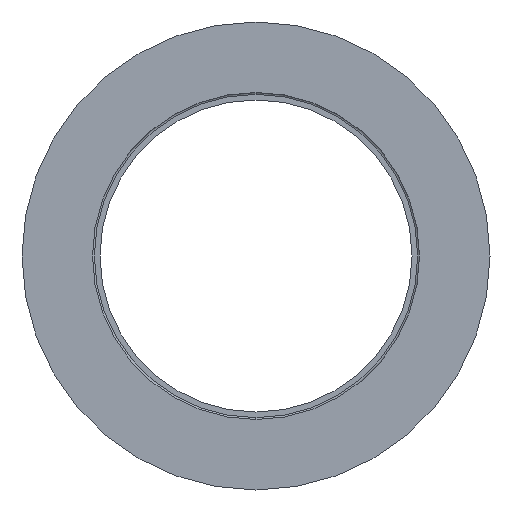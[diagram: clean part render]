
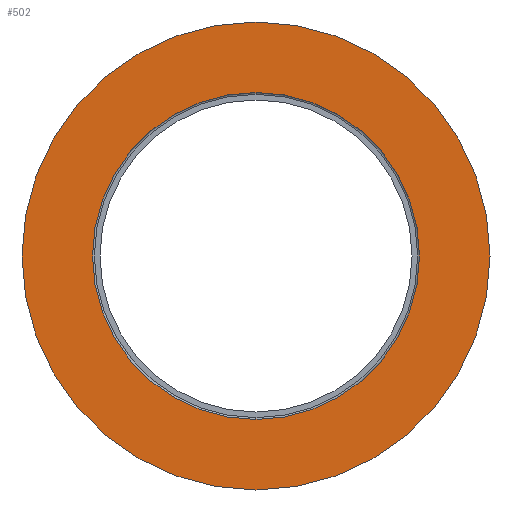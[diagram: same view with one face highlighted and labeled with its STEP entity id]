
A CAD part, left-side view. The second image highlights one B-rep face of the part: STEP entity #502.
In plain terms, the highlighted planar face has unit normal (-1, 0, 0).
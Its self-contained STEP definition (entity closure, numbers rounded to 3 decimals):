
#13 = EDGE_CURVE ( 'NONE', #465, #274, #444, .T. ) ;
#18 = CIRCLE ( 'NONE', #316, 37.5 ) ;
#50 = FACE_OUTER_BOUND ( 'NONE', #77, .T. ) ;
#77 = EDGE_LOOP ( 'NONE', ( #482, #171 ) ) ;
#87 = EDGE_LOOP ( 'NONE', ( #509, #314 ) ) ;
#111 = CARTESIAN_POINT ( 'NONE',  ( 0., 0., 0. ) ) ;
#116 = DIRECTION ( 'NONE',  ( -1., 0., 0. ) ) ;
#132 = AXIS2_PLACEMENT_3D ( 'NONE', #153, #534, #285 ) ;
#133 = CARTESIAN_POINT ( 'NONE',  ( 0., 0., 37.5 ) ) ;
#150 = DIRECTION ( 'NONE',  ( 0., 0., 1. ) ) ;
#153 = CARTESIAN_POINT ( 'NONE',  ( 0., 0., -26.2 ) ) ;
#170 = VERTEX_POINT ( 'NONE', #133 ) ;
#171 = ORIENTED_EDGE ( 'NONE', *, *, #477, .T. ) ;
#222 = DIRECTION ( 'NONE',  ( -1., 0., 0. ) ) ;
#274 = VERTEX_POINT ( 'NONE', #395 ) ;
#283 = PLANE ( 'NONE',  #132 ) ;
#285 = DIRECTION ( 'NONE',  ( 0., 0., -1. ) ) ;
#314 = ORIENTED_EDGE ( 'NONE', *, *, #13, .F. ) ;
#316 = AXIS2_PLACEMENT_3D ( 'NONE', #485, #222, #531 ) ;
#343 = DIRECTION ( 'NONE',  ( 0., 0., 1. ) ) ;
#369 = CARTESIAN_POINT ( 'NONE',  ( 0., 0., 0. ) ) ;
#372 = CIRCLE ( 'NONE', #507, 37.5 ) ;
#381 = DIRECTION ( 'NONE',  ( -1., 0., 0. ) ) ;
#382 = CARTESIAN_POINT ( 'NONE',  ( 0., 0., 0. ) ) ;
#389 = EDGE_CURVE ( 'NONE', #170, #518, #18, .T. ) ;
#395 = CARTESIAN_POINT ( 'NONE',  ( 0., 0., 26.2 ) ) ;
#408 = CIRCLE ( 'NONE', #449, 26.2 ) ;
#409 = DIRECTION ( 'NONE',  ( -1., 0., 0. ) ) ;
#413 = DIRECTION ( 'NONE',  ( 0., 0., 1. ) ) ;
#432 = EDGE_CURVE ( 'NONE', #274, #465, #408, .T. ) ;
#444 = CIRCLE ( 'NONE', #500, 26.2 ) ;
#449 = AXIS2_PLACEMENT_3D ( 'NONE', #111, #409, #150 ) ;
#454 = CARTESIAN_POINT ( 'NONE',  ( 0., 0., -37.5 ) ) ;
#465 = VERTEX_POINT ( 'NONE', #493 ) ;
#467 = FACE_BOUND ( 'NONE', #87, .T. ) ;
#477 = EDGE_CURVE ( 'NONE', #518, #170, #372, .T. ) ;
#482 = ORIENTED_EDGE ( 'NONE', *, *, #389, .T. ) ;
#485 = CARTESIAN_POINT ( 'NONE',  ( 0., 0., 0. ) ) ;
#493 = CARTESIAN_POINT ( 'NONE',  ( 0., 0., -26.2 ) ) ;
#500 = AXIS2_PLACEMENT_3D ( 'NONE', #382, #381, #343 ) ;
#502 = ADVANCED_FACE ( 'NONE', ( #467, #50 ), #283, .F. ) ;
#507 = AXIS2_PLACEMENT_3D ( 'NONE', #369, #116, #413 ) ;
#509 = ORIENTED_EDGE ( 'NONE', *, *, #432, .F. ) ;
#518 = VERTEX_POINT ( 'NONE', #454 ) ;
#531 = DIRECTION ( 'NONE',  ( 0., 0., 1. ) ) ;
#534 = DIRECTION ( 'NONE',  ( 1., 0., 0. ) ) ;
